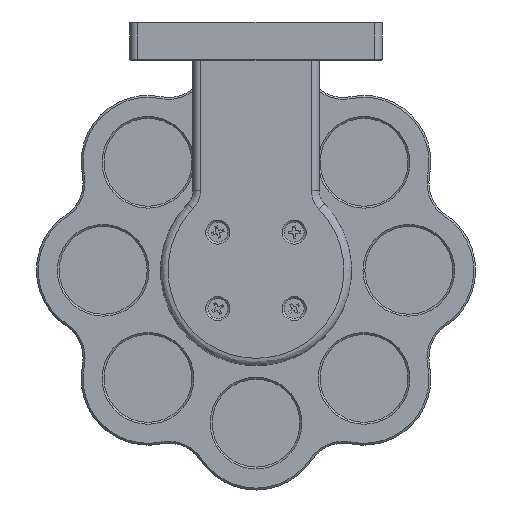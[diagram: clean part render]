
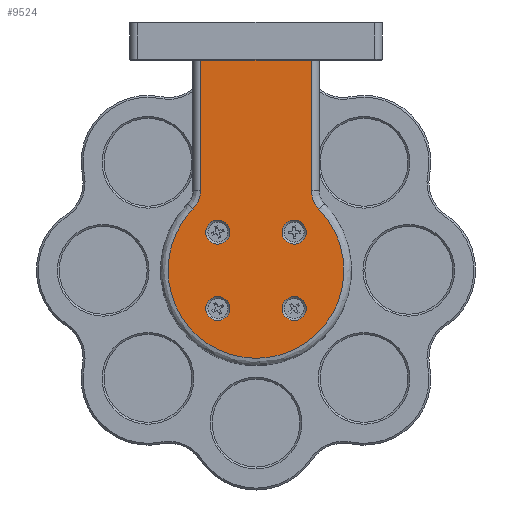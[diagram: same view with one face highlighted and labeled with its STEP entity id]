
A CAD part, front view. The second image highlights one B-rep face of the part: STEP entity #9524.
In plain terms, the highlighted planar face has unit normal (0, -1, 0).
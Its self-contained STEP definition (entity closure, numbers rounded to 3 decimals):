
#30 = DIRECTION ( 'NONE',  ( 0., 0., -1. ) ) ;
#593 = DIRECTION ( 'NONE',  ( 0., 0., 1. ) ) ;
#861 = CIRCLE ( 'NONE', #7475, 3.15 ) ;
#971 = CARTESIAN_POINT ( 'NONE',  ( -39.078, -4.321, 90.922 ) ) ;
#1049 = CARTESIAN_POINT ( 'NONE',  ( -39.078, -4.321, 70. ) ) ;
#1634 = VERTEX_POINT ( 'NONE', #16527 ) ;
#1723 = CARTESIAN_POINT ( 'NONE',  ( -8.095, -4.321, 86.041 ) ) ;
#1875 = FACE_BOUND ( 'NONE', #10596, .T. ) ;
#2109 = CARTESIAN_POINT ( 'NONE',  ( -34.578, -4.321, 80. ) ) ;
#2941 = VERTEX_POINT ( 'NONE', #11827 ) ;
#2986 = AXIS2_PLACEMENT_3D ( 'NONE', #2109, #18468, #14207 ) ;
#3275 = CARTESIAN_POINT ( 'NONE',  ( -14.578, -4.321, 80. ) ) ;
#3298 = EDGE_LOOP ( 'NONE', ( #3677 ) ) ;
#3324 = EDGE_CURVE ( 'NONE', #11368, #18470, #9824, .T. ) ;
#3548 = FACE_BOUND ( 'NONE', #9763, .T. ) ;
#3677 = ORIENTED_EDGE ( 'NONE', *, *, #18954, .F. ) ;
#3691 = DIRECTION ( 'NONE',  ( 0., 0., -1. ) ) ;
#3871 = CARTESIAN_POINT ( 'NONE',  ( -39.078, -4.321, 125. ) ) ;
#4406 = CARTESIAN_POINT ( 'NONE',  ( -34.578, -4.321, 76.85 ) ) ;
#4628 = DIRECTION ( 'NONE',  ( 0., -1., 0. ) ) ;
#4809 = EDGE_CURVE ( 'NONE', #18470, #13626, #5486, .T. ) ;
#4942 = CARTESIAN_POINT ( 'NONE',  ( -0.743, -4.321, 47. ) ) ;
#4979 = CARTESIAN_POINT ( 'NONE',  ( -10.078, -4.321, 70. ) ) ;
#5345 = ORIENTED_EDGE ( 'NONE', *, *, #10628, .F. ) ;
#5486 = LINE ( 'NONE', #1049, #14151 ) ;
#5490 = DIRECTION ( 'NONE',  ( 1., 0., 0. ) ) ;
#5987 = CARTESIAN_POINT ( 'NONE',  ( -10.078, -4.321, 90.922 ) ) ;
#6213 = CIRCLE ( 'NONE', #9332, 3.15 ) ;
#6446 = CIRCLE ( 'NONE', #2986, 3.15 ) ;
#6681 = CARTESIAN_POINT ( 'NONE',  ( -24.578, -4.321, 125. ) ) ;
#6745 = LINE ( 'NONE', #4979, #7534 ) ;
#7057 = DIRECTION ( 'NONE',  ( 0., 0., 1. ) ) ;
#7453 = ORIENTED_EDGE ( 'NONE', *, *, #18805, .F. ) ;
#7475 = AXIS2_PLACEMENT_3D ( 'NONE', #16918, #14245, #12670 ) ;
#7534 = VECTOR ( 'NONE', #3691, 1000. ) ;
#7551 = CARTESIAN_POINT ( 'NONE',  ( -39.774, -4.321, 87.364 ) ) ;
#7815 =( BOUNDED_CURVE ( )  B_SPLINE_CURVE ( 3, ( #17768, #10357, #4942, #9747, #15771, #11420, #17443 ),
 .UNSPECIFIED., .F., .F. ) 
 B_SPLINE_CURVE_WITH_KNOTS ( ( 4, 3, 4 ),
 ( 0., 0.5, 1. ),
 .UNSPECIFIED. ) 
 CURVE ( )  GEOMETRIC_REPRESENTATION_ITEM ( )  RATIONAL_B_SPLINE_CURVE ( ( 1., 0.593, 0.593, 1., 0.593, 0.593, 1. ) ) 
 REPRESENTATION_ITEM ( '' )  );
#7872 = FACE_BOUND ( 'NONE', #3298, .T. ) ;
#8277 = AXIS2_PLACEMENT_3D ( 'NONE', #16950, #9540, #593 ) ;
#9332 = AXIS2_PLACEMENT_3D ( 'NONE', #18135, #4628, #16653 ) ;
#9439 = ORIENTED_EDGE ( 'NONE', *, *, #15178, .F. ) ;
#9524 = ADVANCED_FACE ( 'NONE', ( #18428, #1875, #3548, #7872, #13885 ), #10931, .F. ) ;
#9540 = DIRECTION ( 'NONE',  ( 0., 1., 0. ) ) ;
#9747 = CARTESIAN_POINT ( 'NONE',  ( -24.578, -4.321, 47. ) ) ;
#9763 = EDGE_LOOP ( 'NONE', ( #5345 ) ) ;
#9824 =( BOUNDED_CURVE ( )  B_SPLINE_CURVE ( 3, ( #17631, #7551, #18201, #18109 ),
 .UNSPECIFIED., .F., .F. ) 
 B_SPLINE_CURVE_WITH_KNOTS ( ( 4, 4 ),
 ( 0., 1. ),
 .UNSPECIFIED. ) 
 CURVE ( )  GEOMETRIC_REPRESENTATION_ITEM ( )  RATIONAL_B_SPLINE_CURVE ( ( 1., 0.951, 0.951, 1. ) ) 
 REPRESENTATION_ITEM ( '' )  );
#10005 = LINE ( 'NONE', #6681, #18751 ) ;
#10357 = CARTESIAN_POINT ( 'NONE',  ( 8.528, -4.321, 68.958 ) ) ;
#10596 = EDGE_LOOP ( 'NONE', ( #11221 ) ) ;
#10628 = EDGE_CURVE ( 'NONE', #19189, #19189, #6446, .T. ) ;
#10897 = CARTESIAN_POINT ( 'NONE',  ( -14.578, -4.321, 56.85 ) ) ;
#10931 = PLANE ( 'NONE',  #8277 ) ;
#11217 =( BOUNDED_CURVE ( )  B_SPLINE_CURVE ( 3, ( #12328, #11942, #17968, #18740 ),
 .UNSPECIFIED., .F., .F. ) 
 B_SPLINE_CURVE_WITH_KNOTS ( ( 4, 4 ),
 ( 0., 1. ),
 .UNSPECIFIED. ) 
 CURVE ( )  GEOMETRIC_REPRESENTATION_ITEM ( )  RATIONAL_B_SPLINE_CURVE ( ( 1., 0.951, 0.951, 1. ) ) 
 REPRESENTATION_ITEM ( '' )  );
#11221 = ORIENTED_EDGE ( 'NONE', *, *, #15969, .F. ) ;
#11310 = CIRCLE ( 'NONE', #13204, 3.15 ) ;
#11368 = VERTEX_POINT ( 'NONE', #15276 ) ;
#11420 = CARTESIAN_POINT ( 'NONE',  ( -57.685, -4.321, 68.958 ) ) ;
#11824 = EDGE_CURVE ( 'NONE', #13626, #2941, #10005, .T. ) ;
#11827 = CARTESIAN_POINT ( 'NONE',  ( -10.078, -4.321, 125. ) ) ;
#11934 = EDGE_CURVE ( 'NONE', #18621, #11368, #7815, .T. ) ;
#11942 = CARTESIAN_POINT ( 'NONE',  ( -10.078, -4.321, 89.075 ) ) ;
#12328 = CARTESIAN_POINT ( 'NONE',  ( -10.078, -4.321, 90.922 ) ) ;
#12421 = EDGE_LOOP ( 'NONE', ( #7453, #16502, #14129, #19104, #13501, #9439 ) ) ;
#12670 = DIRECTION ( 'NONE',  ( 0., 0., -1. ) ) ;
#13204 = AXIS2_PLACEMENT_3D ( 'NONE', #3275, #15396, #30 ) ;
#13501 = ORIENTED_EDGE ( 'NONE', *, *, #11934, .F. ) ;
#13626 = VERTEX_POINT ( 'NONE', #3871 ) ;
#13649 = ORIENTED_EDGE ( 'NONE', *, *, #15318, .F. ) ;
#13650 = VERTEX_POINT ( 'NONE', #18392 ) ;
#13850 = VERTEX_POINT ( 'NONE', #10897 ) ;
#13885 = FACE_BOUND ( 'NONE', #15058, .T. ) ;
#14129 = ORIENTED_EDGE ( 'NONE', *, *, #4809, .F. ) ;
#14151 = VECTOR ( 'NONE', #7057, 1000. ) ;
#14207 = DIRECTION ( 'NONE',  ( 0., 0., -1. ) ) ;
#14245 = DIRECTION ( 'NONE',  ( 0., -1., 0. ) ) ;
#14618 = VERTEX_POINT ( 'NONE', #5987 ) ;
#15058 = EDGE_LOOP ( 'NONE', ( #13649 ) ) ;
#15178 = EDGE_CURVE ( 'NONE', #14618, #18621, #11217, .T. ) ;
#15276 = CARTESIAN_POINT ( 'NONE',  ( -41.062, -4.321, 86.041 ) ) ;
#15318 = EDGE_CURVE ( 'NONE', #13650, #13650, #6213, .T. ) ;
#15396 = DIRECTION ( 'NONE',  ( 0., -1., 0. ) ) ;
#15771 = CARTESIAN_POINT ( 'NONE',  ( -48.414, -4.321, 47. ) ) ;
#15969 = EDGE_CURVE ( 'NONE', #13850, #13850, #861, .T. ) ;
#16502 = ORIENTED_EDGE ( 'NONE', *, *, #11824, .F. ) ;
#16527 = CARTESIAN_POINT ( 'NONE',  ( -14.578, -4.321, 76.85 ) ) ;
#16653 = DIRECTION ( 'NONE',  ( 0., 0., -1. ) ) ;
#16918 = CARTESIAN_POINT ( 'NONE',  ( -14.578, -4.321, 60. ) ) ;
#16950 = CARTESIAN_POINT ( 'NONE',  ( -24.578, -4.321, 70. ) ) ;
#17443 = CARTESIAN_POINT ( 'NONE',  ( -41.062, -4.321, 86.041 ) ) ;
#17631 = CARTESIAN_POINT ( 'NONE',  ( -41.062, -4.321, 86.041 ) ) ;
#17768 = CARTESIAN_POINT ( 'NONE',  ( -8.095, -4.321, 86.041 ) ) ;
#17968 = CARTESIAN_POINT ( 'NONE',  ( -9.383, -4.321, 87.364 ) ) ;
#18109 = CARTESIAN_POINT ( 'NONE',  ( -39.078, -4.321, 90.922 ) ) ;
#18135 = CARTESIAN_POINT ( 'NONE',  ( -34.578, -4.321, 60. ) ) ;
#18201 = CARTESIAN_POINT ( 'NONE',  ( -39.078, -4.321, 89.075 ) ) ;
#18392 = CARTESIAN_POINT ( 'NONE',  ( -34.578, -4.321, 56.85 ) ) ;
#18428 = FACE_OUTER_BOUND ( 'NONE', #12421, .T. ) ;
#18468 = DIRECTION ( 'NONE',  ( 0., -1., 0. ) ) ;
#18470 = VERTEX_POINT ( 'NONE', #971 ) ;
#18621 = VERTEX_POINT ( 'NONE', #1723 ) ;
#18740 = CARTESIAN_POINT ( 'NONE',  ( -8.095, -4.321, 86.041 ) ) ;
#18751 = VECTOR ( 'NONE', #5490, 1000. ) ;
#18805 = EDGE_CURVE ( 'NONE', #2941, #14618, #6745, .T. ) ;
#18954 = EDGE_CURVE ( 'NONE', #1634, #1634, #11310, .T. ) ;
#19104 = ORIENTED_EDGE ( 'NONE', *, *, #3324, .F. ) ;
#19189 = VERTEX_POINT ( 'NONE', #4406 ) ;
